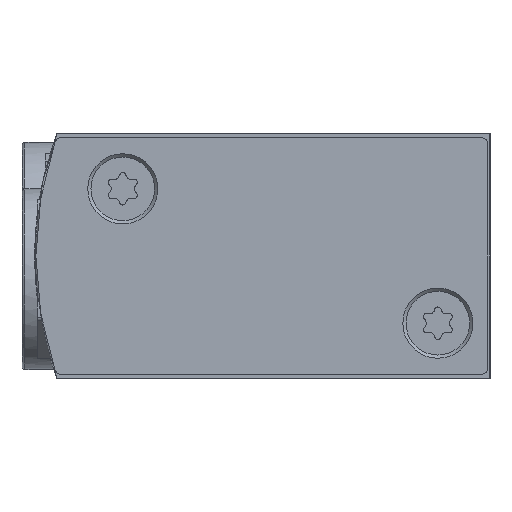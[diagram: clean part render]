
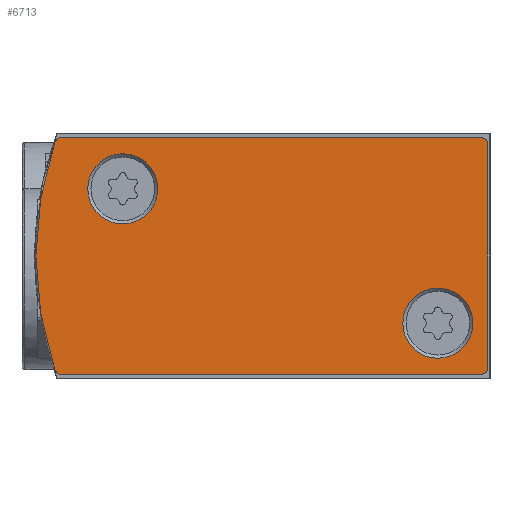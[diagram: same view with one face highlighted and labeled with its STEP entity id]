
A CAD part, left-side view. The second image highlights one B-rep face of the part: STEP entity #6713.
In plain terms, the highlighted planar face has unit normal (-1, 0, 0).
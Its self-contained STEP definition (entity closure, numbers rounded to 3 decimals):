
#822=LINE('',#11246,#1453);
#827=LINE('',#11261,#1458);
#831=LINE('',#11273,#1462);
#1453=VECTOR('',#9160,1000.);
#1458=VECTOR('',#9173,1000.);
#1462=VECTOR('',#9185,1000.);
#3165=ORIENTED_EDGE('',*,*,#4195,.T.);
#3166=ORIENTED_EDGE('',*,*,#4196,.T.);
#3167=ORIENTED_EDGE('',*,*,#4173,.F.);
#3168=ORIENTED_EDGE('',*,*,#4191,.F.);
#3169=ORIENTED_EDGE('',*,*,#4169,.F.);
#3170=ORIENTED_EDGE('',*,*,#4189,.F.);
#3171=ORIENTED_EDGE('',*,*,#4186,.F.);
#3172=ORIENTED_EDGE('',*,*,#4183,.F.);
#3173=ORIENTED_EDGE('',*,*,#4180,.F.);
#3174=ORIENTED_EDGE('',*,*,#4177,.F.);
#4169=EDGE_CURVE('',#4851,#4852,#5136,.T.);
#4173=EDGE_CURVE('',#4855,#4856,#822,.T.);
#4177=EDGE_CURVE('',#4856,#4859,#5138,.T.);
#4180=EDGE_CURVE('',#4859,#4861,#827,.T.);
#4183=EDGE_CURVE('',#4861,#4863,#5140,.T.);
#4186=EDGE_CURVE('',#4863,#4865,#831,.T.);
#4189=EDGE_CURVE('',#4865,#4851,#5142,.T.);
#4191=EDGE_CURVE('',#4852,#4855,#5144,.T.);
#4195=EDGE_CURVE('',#4869,#4869,#5148,.T.);
#4196=EDGE_CURVE('',#4870,#4870,#5149,.T.);
#4851=VERTEX_POINT('',#11238);
#4852=VERTEX_POINT('',#11239);
#4855=VERTEX_POINT('',#11247);
#4856=VERTEX_POINT('',#11248);
#4859=VERTEX_POINT('',#11256);
#4861=VERTEX_POINT('',#11262);
#4863=VERTEX_POINT('',#11268);
#4865=VERTEX_POINT('',#11274);
#4869=VERTEX_POINT('',#11291);
#4870=VERTEX_POINT('',#11293);
#5136=CIRCLE('',#7349,30.);
#5138=CIRCLE('',#7353,0.5);
#5140=CIRCLE('',#7357,0.5);
#5142=CIRCLE('',#7361,0.5);
#5144=CIRCLE('',#7364,0.5);
#5148=CIRCLE('',#7370,3.025);
#5149=CIRCLE('',#7371,3.025);
#5606=EDGE_LOOP('',(#3165));
#5607=EDGE_LOOP('',(#3166));
#5608=EDGE_LOOP('',(#3167,#3168,#3169,#3170,#3171,#3172,#3173,#3174));
#6091=FACE_BOUND('',#5606,.T.);
#6092=FACE_BOUND('',#5607,.T.);
#6093=FACE_BOUND('',#5608,.T.);
#6366=PLANE('',#7369);
#6713=ADVANCED_FACE('',(#6091,#6092,#6093),#6366,.F.);
#7349=AXIS2_PLACEMENT_3D('',#11237,#9152,#9153);
#7353=AXIS2_PLACEMENT_3D('',#11255,#9166,#9167);
#7357=AXIS2_PLACEMENT_3D('',#11267,#9178,#9179);
#7361=AXIS2_PLACEMENT_3D('',#11279,#9190,#9191);
#7364=AXIS2_PLACEMENT_3D('',#11282,#9196,#9197);
#7369=AXIS2_PLACEMENT_3D('',#11289,#9206,#9207);
#7370=AXIS2_PLACEMENT_3D('',#11290,#9208,#9209);
#7371=AXIS2_PLACEMENT_3D('',#11292,#9210,#9211);
#9152=DIRECTION('',(1.,0.,0.));
#9153=DIRECTION('',(0.,0.,-1.));
#9160=DIRECTION('',(0.,-1.,0.));
#9166=DIRECTION('',(1.,0.,0.));
#9167=DIRECTION('',(0.,0.,-1.));
#9173=DIRECTION('',(0.,0.,-1.));
#9178=DIRECTION('',(1.,0.,0.));
#9179=DIRECTION('',(0.,0.,-1.));
#9185=DIRECTION('',(0.,1.,0.));
#9190=DIRECTION('',(1.,0.,0.));
#9191=DIRECTION('',(0.,0.,-1.));
#9196=DIRECTION('',(1.,0.,0.));
#9197=DIRECTION('',(0.,0.,-1.));
#9206=DIRECTION('',(1.,0.,0.));
#9207=DIRECTION('',(0.,0.,-1.));
#9208=DIRECTION('',(1.,0.,0.));
#9209=DIRECTION('',(0.,0.,-1.));
#9210=DIRECTION('',(1.,0.,0.));
#9211=DIRECTION('',(0.,0.,-1.));
#11237=CARTESIAN_POINT('',(0.,9.2,0.));
#11238=CARTESIAN_POINT('',(0.,37.532,-9.864));
#11239=CARTESIAN_POINT('',(0.,37.532,9.864));
#11246=CARTESIAN_POINT('',(0.,37.06,10.2));
#11247=CARTESIAN_POINT('',(0.,37.06,10.2));
#11248=CARTESIAN_POINT('',(0.,0.7,10.2));
#11255=CARTESIAN_POINT('',(0.,0.7,9.7));
#11256=CARTESIAN_POINT('',(0.,0.2,9.7));
#11261=CARTESIAN_POINT('',(0.,0.2,9.7));
#11262=CARTESIAN_POINT('',(0.,0.2,-9.7));
#11267=CARTESIAN_POINT('',(0.,0.7,-9.7));
#11268=CARTESIAN_POINT('',(0.,0.7,-10.2));
#11273=CARTESIAN_POINT('',(0.,0.7,-10.2));
#11274=CARTESIAN_POINT('',(0.,37.06,-10.2));
#11279=CARTESIAN_POINT('',(0.,37.06,-9.7));
#11282=CARTESIAN_POINT('',(0.,37.06,9.7));
#11289=CARTESIAN_POINT('',(0.,0.7,9.7));
#11290=CARTESIAN_POINT('',(0.,31.7,5.8));
#11291=CARTESIAN_POINT('',(0.,31.7,2.775));
#11292=CARTESIAN_POINT('',(0.,4.5,-5.8));
#11293=CARTESIAN_POINT('',(0.,4.5,-8.825));
